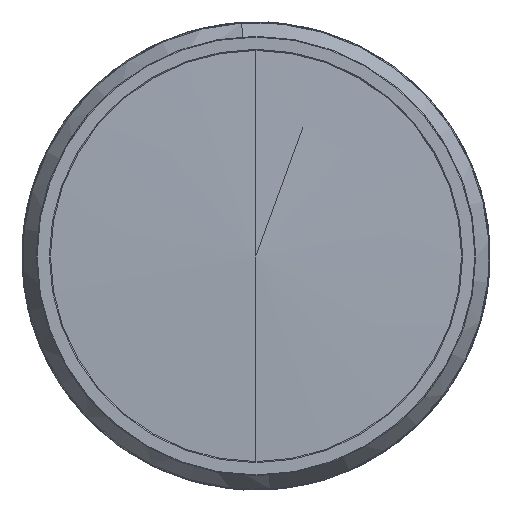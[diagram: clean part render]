
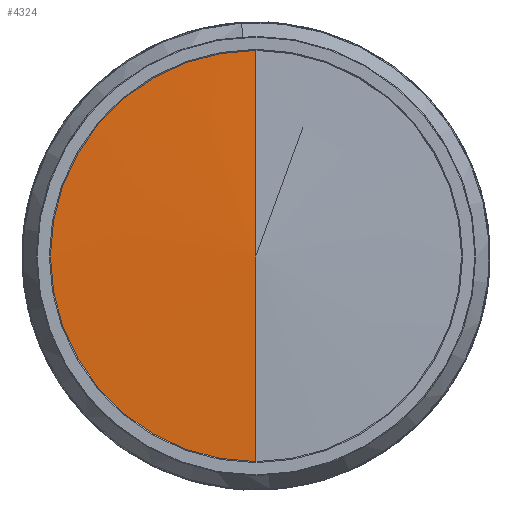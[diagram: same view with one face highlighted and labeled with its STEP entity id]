
A CAD part, left-side view. The second image highlights one B-rep face of the part: STEP entity #4324.
In plain terms, the highlighted conical face has half-angle 88.194 degrees and reference radius 58.478 mm.
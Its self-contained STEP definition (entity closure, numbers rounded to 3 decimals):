
#3 = CARTESIAN_POINT ( 'NONE',  ( 1.844, 0., 58.478 ) ) ;
#34 = AXIS2_PLACEMENT_3D ( 'NONE', #2963, #1878, #4118 ) ;
#134 = VECTOR ( 'NONE', #3699, 1000. ) ;
#305 = CIRCLE ( 'NONE', #34, 56.15 ) ;
#641 = EDGE_LOOP ( 'NONE', ( #2706, #3257, #4349 ) ) ;
#939 = DIRECTION ( 'NONE',  ( 1., 0., 0. ) ) ;
#1212 = LINE ( 'NONE', #3, #134 ) ;
#1308 = AXIS2_PLACEMENT_3D ( 'NONE', #4256, #939, #2051 ) ;
#1764 = CARTESIAN_POINT ( 'NONE',  ( 1.844, 0., -58.478 ) ) ;
#1878 = DIRECTION ( 'NONE',  ( 1., 0., 0. ) ) ;
#2051 = DIRECTION ( 'NONE',  ( 0., 0., -1. ) ) ;
#2068 = CONICAL_SURFACE ( 'NONE', #1308, 58.478, 1.539 ) ;
#2660 = CARTESIAN_POINT ( 'NONE',  ( 0., 0., 0. ) ) ;
#2706 = ORIENTED_EDGE ( 'NONE', *, *, #4022, .F. ) ;
#2734 = EDGE_CURVE ( 'NONE', #2946, #4465, #1212, .T. ) ;
#2804 = FACE_OUTER_BOUND ( 'NONE', #641, .T. ) ;
#2946 = VERTEX_POINT ( 'NONE', #2660 ) ;
#2963 = CARTESIAN_POINT ( 'NONE',  ( 1.77, 0., 0. ) ) ;
#3010 = VECTOR ( 'NONE', #3567, 1000. ) ;
#3257 = ORIENTED_EDGE ( 'NONE', *, *, #2734, .T. ) ;
#3323 = EDGE_CURVE ( 'NONE', #3890, #4465, #305, .T. ) ;
#3375 = CARTESIAN_POINT ( 'NONE',  ( 1.77, 0., -56.15 ) ) ;
#3425 = LINE ( 'NONE', #1764, #3010 ) ;
#3567 = DIRECTION ( 'NONE',  ( 0.032, 0., -1. ) ) ;
#3699 = DIRECTION ( 'NONE',  ( 0.032, 0., 1. ) ) ;
#3890 = VERTEX_POINT ( 'NONE', #3375 ) ;
#4022 = EDGE_CURVE ( 'NONE', #2946, #3890, #3425, .T. ) ;
#4118 = DIRECTION ( 'NONE',  ( 0., 0., -1. ) ) ;
#4256 = CARTESIAN_POINT ( 'NONE',  ( 1.844, 0., 0. ) ) ;
#4324 = ADVANCED_FACE ( 'NONE', ( #2804 ), #2068, .T. ) ;
#4349 = ORIENTED_EDGE ( 'NONE', *, *, #3323, .F. ) ;
#4465 = VERTEX_POINT ( 'NONE', #4850 ) ;
#4850 = CARTESIAN_POINT ( 'NONE',  ( 1.77, 0., 56.15 ) ) ;
